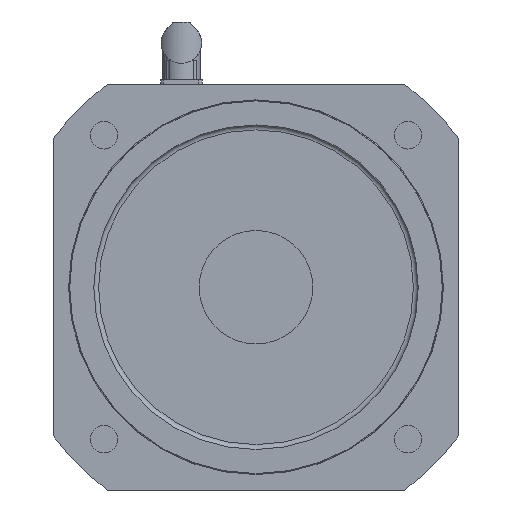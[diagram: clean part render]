
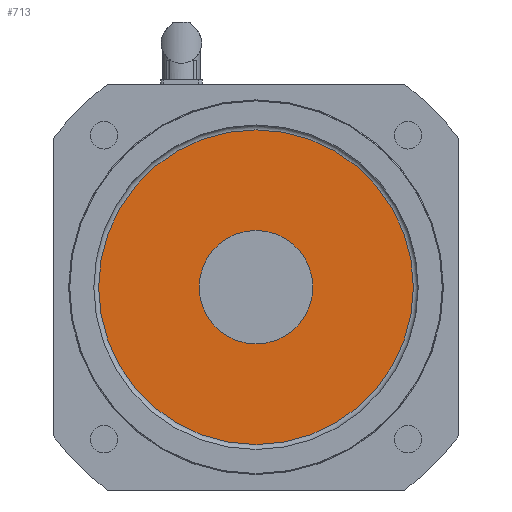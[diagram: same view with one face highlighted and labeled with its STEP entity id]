
A CAD part, front view. The second image highlights one B-rep face of the part: STEP entity #713.
In plain terms, the highlighted planar face has unit normal (0, -1, 0).
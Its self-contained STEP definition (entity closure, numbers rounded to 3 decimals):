
#429=FACE_BOUND('',#1224,.T.);
#510=CIRCLE('',#4340,35.);
#511=CIRCLE('',#4341,97.);
#713=ADVANCED_FACE('',(#429,#991),#935,.F.);
#935=PLANE('',#4342);
#991=FACE_OUTER_BOUND('',#1225,.T.);
#1224=EDGE_LOOP('',(#1613));
#1225=EDGE_LOOP('',(#1614));
#1613=ORIENTED_EDGE('',*,*,#3249,.F.);
#1614=ORIENTED_EDGE('',*,*,#3250,.T.);
#2795=VERTEX_POINT('',#6151);
#2796=VERTEX_POINT('',#6153);
#3249=EDGE_CURVE('',#2795,#2795,#510,.T.);
#3250=EDGE_CURVE('',#2796,#2796,#511,.T.);
#4340=AXIS2_PLACEMENT_3D('',#6150,#4950,#4951);
#4341=AXIS2_PLACEMENT_3D('',#6152,#4952,#4953);
#4342=AXIS2_PLACEMENT_3D('',#6154,#4954,#4955);
#4950=DIRECTION('',(0.,-1.,0.));
#4951=DIRECTION('',(0.,0.,-1.));
#4952=DIRECTION('',(0.,-1.,0.));
#4953=DIRECTION('',(0.,0.,1.));
#4954=DIRECTION('',(0.,1.,0.));
#4955=DIRECTION('',(0.,0.,1.));
#6150=CARTESIAN_POINT('',(90.,1.,90.));
#6151=CARTESIAN_POINT('',(90.,1.,55.));
#6152=CARTESIAN_POINT('',(90.,1.,90.));
#6153=CARTESIAN_POINT('',(90.,1.,187.));
#6154=CARTESIAN_POINT('',(90.,1.,90.));
